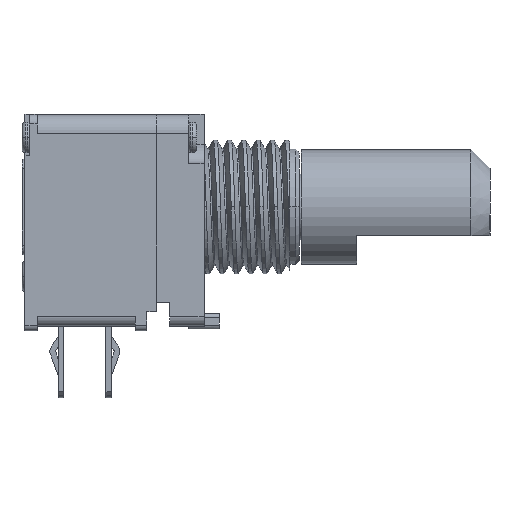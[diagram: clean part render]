
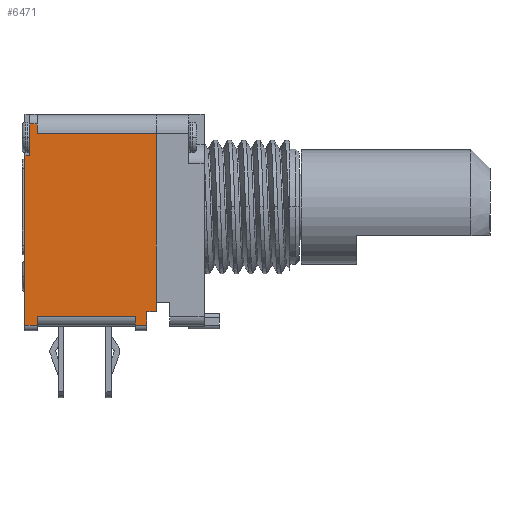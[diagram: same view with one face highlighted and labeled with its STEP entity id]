
A CAD part, left-side view. The second image highlights one B-rep face of the part: STEP entity #6471.
In plain terms, the highlighted planar face has unit normal (-1, 0, 0).
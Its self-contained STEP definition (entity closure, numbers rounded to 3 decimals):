
#389 = ORIENTED_EDGE ( 'NONE', *, *, #9459, .T. ) ;
#390 = ORIENTED_EDGE ( 'NONE', *, *, #9449, .T. ) ;
#391 = ORIENTED_EDGE ( 'NONE', *, *, #9498, .T. ) ;
#392 = ORIENTED_EDGE ( 'NONE', *, *, #9510, .F. ) ;
#393 = ORIENTED_EDGE ( 'NONE', *, *, #9458, .T. ) ;
#394 = ORIENTED_EDGE ( 'NONE', *, *, #9537, .T. ) ;
#395 = ORIENTED_EDGE ( 'NONE', *, *, #9482, .F. ) ;
#396 = ORIENTED_EDGE ( 'NONE', *, *, #9383, .T. ) ;
#397 = ORIENTED_EDGE ( 'NONE', *, *, #9385, .T. ) ;
#398 = ORIENTED_EDGE ( 'NONE', *, *, #9401, .T. ) ;
#399 = ORIENTED_EDGE ( 'NONE', *, *, #9538, .F. ) ;
#662 = FACE_OUTER_BOUND ( 'NONE', #6105, .T. ) ;
#1200 = LINE ( 'NONE', #11131, #1220 ) ;
#1215 = LINE ( 'NONE', #11139, #1224 ) ;
#1220 = VECTOR ( 'NONE', #11138, 1000. ) ;
#1224 = VECTOR ( 'NONE', #11142, 1000. ) ;
#1243 = VECTOR ( 'NONE', #11190, 1000. ) ;
#1245 = LINE ( 'NONE', #11191, #1243 ) ;
#1255 = LINE ( 'NONE', #11237, #1257 ) ;
#1257 = VECTOR ( 'NONE', #11238, 1000. ) ;
#1315 = LINE ( 'NONE', #11354, #1316 ) ;
#1316 = VECTOR ( 'NONE', #11355, 1000. ) ;
#1322 = LINE ( 'NONE', #11377, #1325 ) ;
#1325 = VECTOR ( 'NONE', #11378, 1000. ) ;
#1328 = LINE ( 'NONE', #11379, #1329 ) ;
#1329 = VECTOR ( 'NONE', #11380, 1000. ) ;
#1332 = LINE ( 'NONE', #11416, #1335 ) ;
#1335 = VECTOR ( 'NONE', #11417, 1000. ) ;
#1358 = LINE ( 'NONE', #11517, #1359 ) ;
#1359 = VECTOR ( 'NONE', #11518, 1000. ) ;
#1369 = LINE ( 'NONE', #11546, #1375 ) ;
#1375 = VECTOR ( 'NONE', #11547, 1000. ) ;
#1414 = LINE ( 'NONE', #11646, #1415 ) ;
#1415 = VECTOR ( 'NONE', #11647, 1000. ) ;
#1416 = LINE ( 'NONE', #11648, #1417 ) ;
#1417 = VECTOR ( 'NONE', #11649, 1000. ) ;
#1447 = LINE ( 'NONE', #11703, #1448 ) ;
#1448 = VECTOR ( 'NONE', #11704, 1000. ) ;
#1535 = LINE ( 'NONE', #1648, #1536 ) ;
#1536 = VECTOR ( 'NONE', #1649, 1000. ) ;
#1540 = LINE ( 'NONE', #1655, #1541 ) ;
#1541 = VECTOR ( 'NONE', #1656, 1000. ) ;
#1648 = CARTESIAN_POINT ( 'NONE',  ( -4.75, 2.5, 1. ) ) ;
#1649 = DIRECTION ( 'NONE',  ( 0., -1., 0. ) ) ;
#1655 = CARTESIAN_POINT ( 'NONE',  ( -4.75, 3.6, -1.074 ) ) ;
#1656 = DIRECTION ( 'NONE',  ( 0., 0., -1. ) ) ;
#3755 = CARTESIAN_POINT ( 'NONE',  ( -4.75, 8.75, 0.75 ) ) ;
#3756 = CARTESIAN_POINT ( 'NONE',  ( -4.75, 8.75, 0.3 ) ) ;
#3758 = CARTESIAN_POINT ( 'NONE',  ( -4.75, 9.15, 10.85 ) ) ;
#3761 = CARTESIAN_POINT ( 'NONE',  ( -4.75, 3.6, 0.3 ) ) ;
#5792 = CARTESIAN_POINT ( 'NONE',  ( -4.75, -13.085, 1.5 ) ) ;
#5800 = PLANE ( 'NONE',  #9322 ) ;
#5812 = DIRECTION ( 'NONE',  ( -1., 0., 0. ) ) ;
#5813 = DIRECTION ( 'NONE',  ( 0., 0., -1. ) ) ;
#6105 = EDGE_LOOP ( 'NONE', ( #399, #398, #397, #396, #395, #394, #393, #392, #391, #390, #389, #8476, #8407, #8409, #8424 ) ) ;
#6471 = ADVANCED_FACE ( 'NONE', ( #662 ), #5800, .T. ) ;
#6773 = VERTEX_POINT ( 'NONE', #3755 ) ;
#6774 = VERTEX_POINT ( 'NONE', #3756 ) ;
#6776 = VERTEX_POINT ( 'NONE', #3758 ) ;
#6779 = VERTEX_POINT ( 'NONE', #3761 ) ;
#8357 = VERTEX_POINT ( 'NONE', #10865 ) ;
#8362 = VERTEX_POINT ( 'NONE', #10870 ) ;
#8363 = VERTEX_POINT ( 'NONE', #10871 ) ;
#8364 = VERTEX_POINT ( 'NONE', #10872 ) ;
#8371 = VERTEX_POINT ( 'NONE', #10879 ) ;
#8407 = ORIENTED_EDGE ( 'NONE', *, *, #9558, .T. ) ;
#8409 = ORIENTED_EDGE ( 'NONE', *, *, #9411, .F. ) ;
#8424 = ORIENTED_EDGE ( 'NONE', *, *, #11880, .T. ) ;
#8476 = ORIENTED_EDGE ( 'NONE', *, *, #11883, .T. ) ;
#9322 = AXIS2_PLACEMENT_3D ( 'NONE', #5792, #5812, #5813 ) ;
#9383 = EDGE_CURVE ( 'NONE', #8371, #8364, #1200, .T. ) ;
#9385 = EDGE_CURVE ( 'NONE', #8357, #8371, #1215, .T. ) ;
#9401 = EDGE_CURVE ( 'NONE', #8363, #8357, #1245, .T. ) ;
#9411 = EDGE_CURVE ( 'NONE', #9461, #9468, #1255, .T. ) ;
#9449 = EDGE_CURVE ( 'NONE', #6774, #6773, #1315, .T. ) ;
#9458 = EDGE_CURVE ( 'NONE', #9475, #9467, #1322, .T. ) ;
#9459 = EDGE_CURVE ( 'NONE', #6773, #9469, #1328, .T. ) ;
#9461 = VERTEX_POINT ( 'NONE', #11374 ) ;
#9465 = VERTEX_POINT ( 'NONE', #11386 ) ;
#9467 = VERTEX_POINT ( 'NONE', #11371 ) ;
#9468 = VERTEX_POINT ( 'NONE', #11388 ) ;
#9469 = VERTEX_POINT ( 'NONE', #11389 ) ;
#9475 = VERTEX_POINT ( 'NONE', #11395 ) ;
#9482 = EDGE_CURVE ( 'NONE', #6776, #8364, #1332, .T. ) ;
#9498 = EDGE_CURVE ( 'NONE', #9465, #6774, #1358, .T. ) ;
#9510 = EDGE_CURVE ( 'NONE', #9465, #9467, #1369, .T. ) ;
#9537 = EDGE_CURVE ( 'NONE', #6776, #9475, #1414, .T. ) ;
#9538 = EDGE_CURVE ( 'NONE', #8363, #8362, #1416, .T. ) ;
#9558 = EDGE_CURVE ( 'NONE', #6779, #9468, #1447, .T. ) ;
#10865 = CARTESIAN_POINT ( 'NONE',  ( -4.75, 2.5, 10.35 ) ) ;
#10870 = CARTESIAN_POINT ( 'NONE',  ( -4.75, 2.5, 1. ) ) ;
#10871 = CARTESIAN_POINT ( 'NONE',  ( -4.75, 2.5, 1.5 ) ) ;
#10872 = CARTESIAN_POINT ( 'NONE',  ( -4.75, 8.75, 10.85 ) ) ;
#10879 = CARTESIAN_POINT ( 'NONE',  ( -4.75, 8.75, 10.35 ) ) ;
#11131 = CARTESIAN_POINT ( 'NONE',  ( -4.75, 8.75, 10.85 ) ) ;
#11138 = DIRECTION ( 'NONE',  ( 0., 0., 1. ) ) ;
#11139 = CARTESIAN_POINT ( 'NONE',  ( -4.75, -12.885, 10.35 ) ) ;
#11142 = DIRECTION ( 'NONE',  ( 0., 1., 0. ) ) ;
#11190 = DIRECTION ( 'NONE',  ( 0., 0., 1. ) ) ;
#11191 = CARTESIAN_POINT ( 'NONE',  ( -4.75, 2.5, 1.5 ) ) ;
#11237 = CARTESIAN_POINT ( 'NONE',  ( -4.75, 3., 11.35 ) ) ;
#11238 = DIRECTION ( 'NONE',  ( 0., 0., -1. ) ) ;
#11354 = CARTESIAN_POINT ( 'NONE',  ( -4.75, 8.75, 10.85 ) ) ;
#11355 = DIRECTION ( 'NONE',  ( 0., 0., 1. ) ) ;
#11371 = CARTESIAN_POINT ( 'NONE',  ( -4.75, 9.4, 9.2 ) ) ;
#11374 = CARTESIAN_POINT ( 'NONE',  ( -4.75, 3., 1. ) ) ;
#11377 = CARTESIAN_POINT ( 'NONE',  ( -4.75, 5.881, 9.2 ) ) ;
#11378 = DIRECTION ( 'NONE',  ( 0., 1., 0. ) ) ;
#11379 = CARTESIAN_POINT ( 'NONE',  ( -4.75, 2.5, 0.75 ) ) ;
#11380 = DIRECTION ( 'NONE',  ( 0., -1., 0. ) ) ;
#11386 = CARTESIAN_POINT ( 'NONE',  ( -4.75, 9.4, 0.3 ) ) ;
#11388 = CARTESIAN_POINT ( 'NONE',  ( -4.75, 3., 0.3 ) ) ;
#11389 = CARTESIAN_POINT ( 'NONE',  ( -4.75, 3.6, 0.75 ) ) ;
#11395 = CARTESIAN_POINT ( 'NONE',  ( -4.75, 9.15, 9.2 ) ) ;
#11416 = CARTESIAN_POINT ( 'NONE',  ( -4.75, 9.4, 10.85 ) ) ;
#11417 = DIRECTION ( 'NONE',  ( 0., -1., 0. ) ) ;
#11517 = CARTESIAN_POINT ( 'NONE',  ( -4.75, 9.4, 0.3 ) ) ;
#11518 = DIRECTION ( 'NONE',  ( 0., -1., 0. ) ) ;
#11546 = CARTESIAN_POINT ( 'NONE',  ( -4.75, 9.4, 10.85 ) ) ;
#11547 = DIRECTION ( 'NONE',  ( 0., 0., 1. ) ) ;
#11646 = CARTESIAN_POINT ( 'NONE',  ( -4.75, 9.15, 9.2 ) ) ;
#11647 = DIRECTION ( 'NONE',  ( 0., 0., -1. ) ) ;
#11648 = CARTESIAN_POINT ( 'NONE',  ( -4.75, 2.5, 11.35 ) ) ;
#11649 = DIRECTION ( 'NONE',  ( 0., 0., -1. ) ) ;
#11703 = CARTESIAN_POINT ( 'NONE',  ( -4.75, 2.5, 0.3 ) ) ;
#11704 = DIRECTION ( 'NONE',  ( 0., -1., 0. ) ) ;
#11880 = EDGE_CURVE ( 'NONE', #9461, #8362, #1535, .T. ) ;
#11883 = EDGE_CURVE ( 'NONE', #9469, #6779, #1540, .T. ) ;
